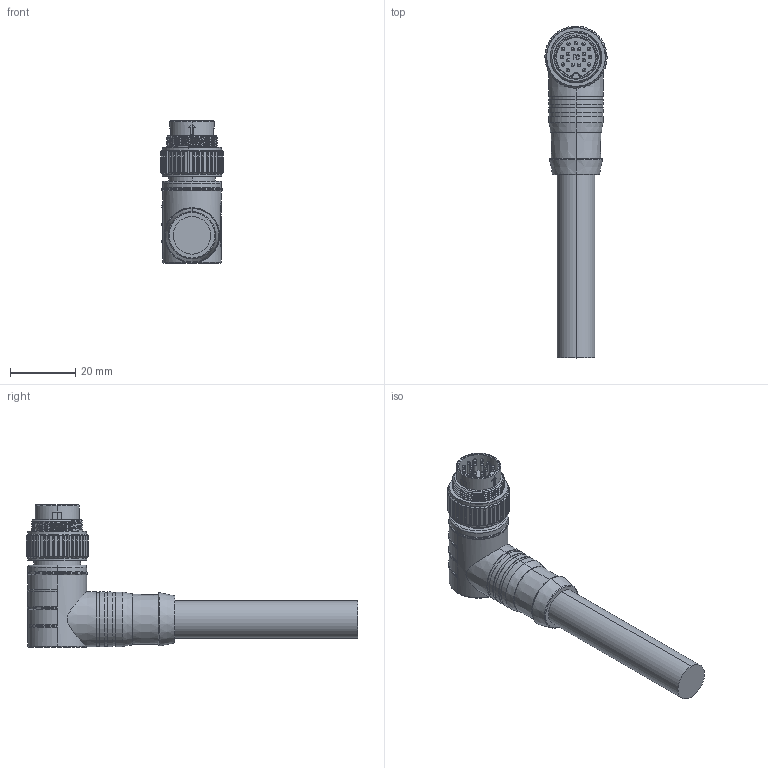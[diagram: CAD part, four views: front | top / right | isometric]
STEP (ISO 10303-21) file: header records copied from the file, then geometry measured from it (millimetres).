
FILE_DESCRIPTION (( 'STEP AP203' ), '1' );
FILE_NAME ('P295.STEP', '2020-05-18T09:16:40', ( 'edpusr' ), ( 'Microsoft' ), 'SwSTEP 2.0', 'SolidWorks 2015', '' );
FILE_SCHEMA (( 'CONFIG_CONTROL_DESIGN' ));
Length unit declared in the file: millimetre
Products named in the file (1): P295
Bounding box: 19 x 101.5 x 43.5 mm (x, y, z)
Volume: 21218.4 mm3; surface area: 7312.3 mm2
Topology: 1 solids, 1 shells, 582 faces, 1638 edges, 1055 vertices
Faces by surface type: cylinder 184, plane 155, bspline 148, cone 38, sphere 38, torus 19
Entity records: 23168 total; most frequent: CARTESIAN_POINT 10021, ORIENTED_EDGE 3124, DIRECTION 2140, EDGE_CURVE 1562, VERTEX_POINT 1017, AXIS2_PLACEMENT_3D 848, B_SPLINE_CURVE_WITH_KNOTS 683, EDGE_LOOP 617
